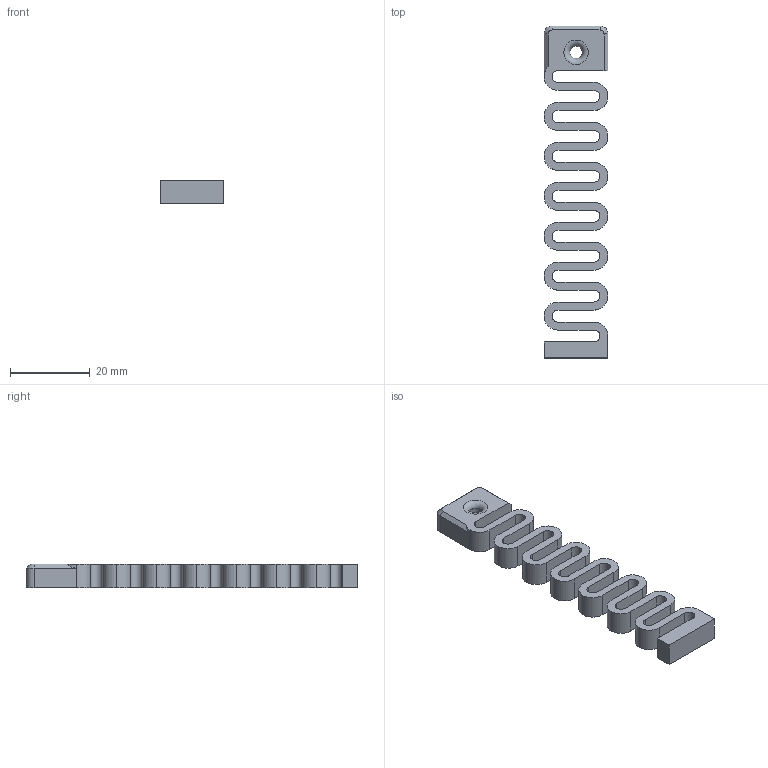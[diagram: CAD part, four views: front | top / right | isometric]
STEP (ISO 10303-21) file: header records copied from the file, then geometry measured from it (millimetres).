
FILE_DESCRIPTION(('HOOPS Exchange Step'),'2;1');
FILE_NAME('temp_export','2026-02-08T15:23:12-06:00',('mobile'),('Shapr3D Limited'),'HOOPS Exchange 2025.9','Shapr3D','Authorized');
FILE_SCHEMA( ('AP242_MANAGED_MODEL_BASED_3D_ENGINEERING_MIM_LF {1 0 10303 442 1 1 4}') );
Length unit declared in the file: millimetre
Products named in the file (3): Mag Catch Mech.; Back; root
Assembly tree (2 placements, depth 3):
  root
    Back
      Mag Catch Mech.
Bounding box: 16.03 x 83.15 x 6 mm (x, y, z)
Volume: 4052.7 mm3; surface area: 4583.1 mm2
Topology: 1 solids, 1 shells, 88 faces, 254 edges, 168 vertices
Faces by surface type: cylinder 45, plane 40, cone 2, torus 1
Full cylindrical faces by diameter (mm): 3.1 x1
Entity records: 3012 total; most frequent: DIRECTION 534, CARTESIAN_POINT 524, ORIENTED_EDGE 508, EDGE_CURVE 254, AXIS2_PLACEMENT_3D 189, VERTEX_POINT 168, VECTOR 156, LINE 156
